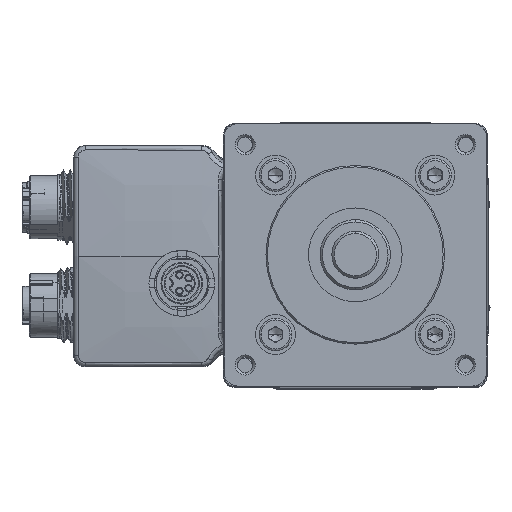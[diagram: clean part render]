
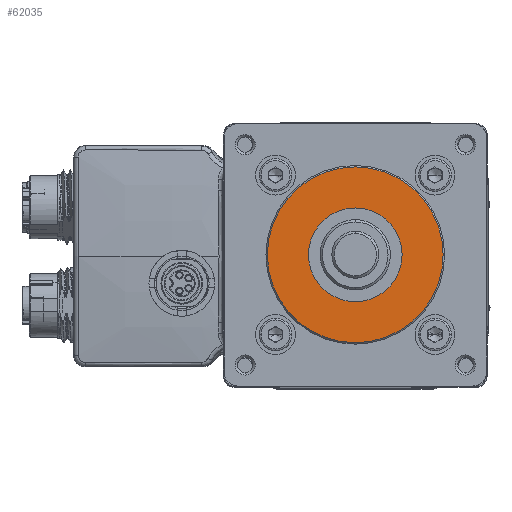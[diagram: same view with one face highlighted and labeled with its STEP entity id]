
A CAD part, top view. The second image highlights one B-rep face of the part: STEP entity #62035.
In plain terms, the highlighted face is planar.
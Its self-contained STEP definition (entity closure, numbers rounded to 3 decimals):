
#793 = PLANE ( 'NONE',  #100459 ) ;
#1953 = AXIS2_PLACEMENT_3D ( 'NONE', #103623, #54873, #45388 ) ;
#3298 = CIRCLE ( 'NONE', #101552, 18.75 ) ;
#3852 = VERTEX_POINT ( 'NONE', #50240 ) ;
#4921 = VERTEX_POINT ( 'NONE', #86045 ) ;
#5725 = EDGE_LOOP ( 'NONE', ( #40171, #62812 ) ) ;
#7329 = EDGE_LOOP ( 'NONE', ( #58841, #85406 ) ) ;
#7853 = DIRECTION ( 'NONE',  ( 0., -1., 0. ) ) ;
#14679 = EDGE_CURVE ( 'NONE', #3852, #67925, #3298, .T. ) ;
#20062 = CARTESIAN_POINT ( 'NONE',  ( 0., -4.5, 0. ) ) ;
#21683 = CIRCLE ( 'NONE', #1953, 18.75 ) ;
#26522 = CARTESIAN_POINT ( 'NONE',  ( 0., -4.5, 0. ) ) ;
#29550 = EDGE_CURVE ( 'NONE', #4921, #92280, #79946, .T. ) ;
#33814 = DIRECTION ( 'NONE',  ( 0., 0., 1. ) ) ;
#40171 = ORIENTED_EDGE ( 'NONE', *, *, #73665, .T. ) ;
#45388 = DIRECTION ( 'NONE',  ( 0., 0., 1. ) ) ;
#50240 = CARTESIAN_POINT ( 'NONE',  ( 0., -4.5, -18.75 ) ) ;
#50915 = DIRECTION ( 'NONE',  ( 0., 0., 1. ) ) ;
#52395 = CARTESIAN_POINT ( 'NONE',  ( 0., -4.5, -10. ) ) ;
#54734 = DIRECTION ( 'NONE',  ( 0., -1., 0. ) ) ;
#54873 = DIRECTION ( 'NONE',  ( 0., -1., 0. ) ) ;
#55798 = CIRCLE ( 'NONE', #68303, 10. ) ;
#58841 = ORIENTED_EDGE ( 'NONE', *, *, #93046, .F. ) ;
#59547 = DIRECTION ( 'NONE',  ( 0., 1., 0. ) ) ;
#61627 = CARTESIAN_POINT ( 'NONE',  ( 0., -4.5, 0. ) ) ;
#62035 = ADVANCED_FACE ( 'NONE', ( #102090, #94252 ), #793, .F. ) ;
#62170 = DIRECTION ( 'NONE',  ( 0., -1., 0. ) ) ;
#62812 = ORIENTED_EDGE ( 'NONE', *, *, #14679, .T. ) ;
#67925 = VERTEX_POINT ( 'NONE', #68778 ) ;
#68303 = AXIS2_PLACEMENT_3D ( 'NONE', #20062, #54734, #81610 ) ;
#68778 = CARTESIAN_POINT ( 'NONE',  ( 0., -4.5, 18.75 ) ) ;
#73665 = EDGE_CURVE ( 'NONE', #67925, #3852, #21683, .T. ) ;
#79946 = CIRCLE ( 'NONE', #103195, 10. ) ;
#81610 = DIRECTION ( 'NONE',  ( 0., 0., -1. ) ) ;
#83993 = CARTESIAN_POINT ( 'NONE',  ( 0., -4.5, 0. ) ) ;
#85406 = ORIENTED_EDGE ( 'NONE', *, *, #29550, .F. ) ;
#86045 = CARTESIAN_POINT ( 'NONE',  ( 0., -4.5, 10. ) ) ;
#92280 = VERTEX_POINT ( 'NONE', #52395 ) ;
#93046 = EDGE_CURVE ( 'NONE', #92280, #4921, #55798, .T. ) ;
#94252 = FACE_BOUND ( 'NONE', #7329, .T. ) ;
#96309 = DIRECTION ( 'NONE',  ( 0., 0., -1. ) ) ;
#100459 = AXIS2_PLACEMENT_3D ( 'NONE', #26522, #59547, #33814 ) ;
#101552 = AXIS2_PLACEMENT_3D ( 'NONE', #83993, #7853, #50915 ) ;
#102090 = FACE_OUTER_BOUND ( 'NONE', #5725, .T. ) ;
#103195 = AXIS2_PLACEMENT_3D ( 'NONE', #61627, #62170, #96309 ) ;
#103623 = CARTESIAN_POINT ( 'NONE',  ( 0., -4.5, 0. ) ) ;
